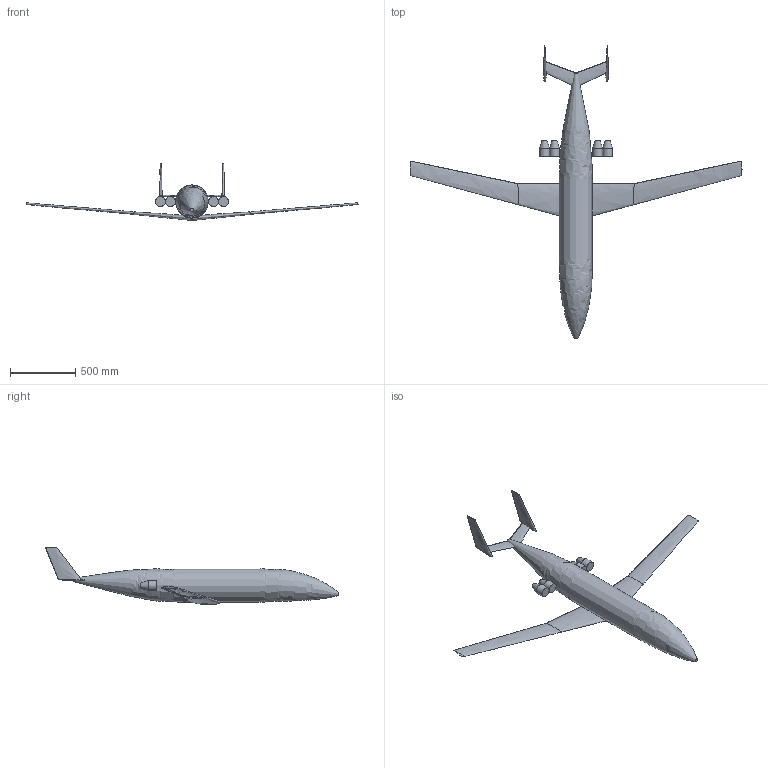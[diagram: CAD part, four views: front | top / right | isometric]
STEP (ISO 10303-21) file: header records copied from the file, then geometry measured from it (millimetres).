
FILE_DESCRIPTION ((), '1');
FILE_NAME ('G73065', '2015-05-27T02:27:33', ('Unknown'), ('Unknown'), 'HarmonyWare STEP v1.9.13', 'HarmonyWare Translators', '');
FILE_SCHEMA (('CONFIG_CONTROL_DESIGN'));
Length unit declared in the file: inch
Products named in the file (102): NONE
Assembly tree (101 placements, depth 2):
  NONE
    NONE
    NONE
    NONE
    NONE
    NONE
    NONE
    NONE
    NONE
    NONE
    NONE
    NONE
    NONE
    NONE
    NONE
    NONE
    NONE
    NONE
    NONE
    NONE
    NONE
    NONE
    NONE
    NONE
    NONE
    NONE
    NONE
    NONE
    NONE
    NONE
    NONE
    NONE
    NONE
    NONE
    NONE
    NONE
    NONE
    NONE
    NONE
    NONE
    NONE
    NONE
    NONE
    NONE
    NONE
    NONE
    NONE
    NONE
    NONE
    NONE
    NONE
    NONE
    NONE
    NONE
    NONE
    NONE
    NONE
    NONE
    NONE
    NONE
Bounding box: 2541.31 x 2243.49 x 437.3 mm (x, y, z)
Volume: 1847176.4 mm3; surface area: 2518420.9 mm2
Topology: 4 solids, 4 shells, 27 faces, 139 edges, 184 vertices
Faces by surface type: bspline 27
Entity records: 17889 total; most frequent: CARTESIAN_POINT 3061, PERSON 1018, ORGANIZATION 1018, PERSON_AND_ORGANIZATION 1018, CALENDAR_DATE 712, COORDINATED_UNIVERSAL_TIME_OFFSET 712, LOCAL_TIME 712, DATE_AND_TIME 712
